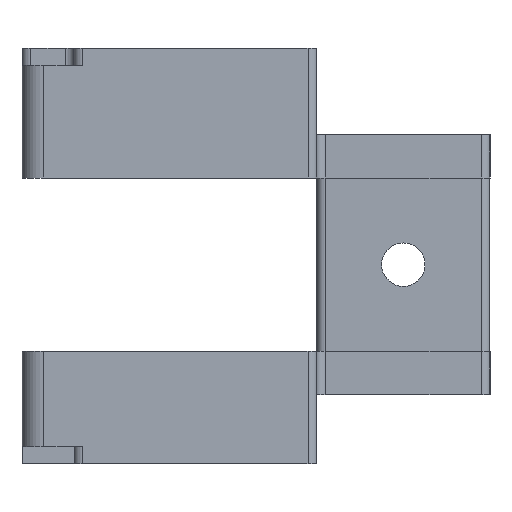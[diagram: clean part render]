
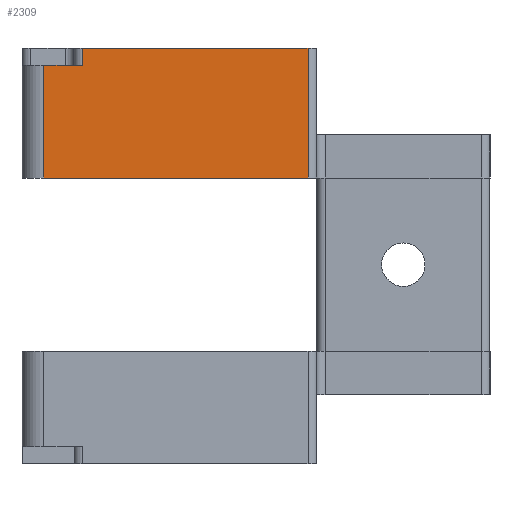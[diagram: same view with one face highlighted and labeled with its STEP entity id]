
A CAD part, front view. The second image highlights one B-rep face of the part: STEP entity #2309.
In plain terms, the highlighted planar face has unit normal (0, -1, 0).
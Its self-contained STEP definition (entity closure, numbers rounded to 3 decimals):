
#114=PLANE('',#2511);
#202=FACE_OUTER_BOUND('',#352,.T.);
#352=EDGE_LOOP('',(#1871,#1872,#1873,#1874,#1875,#1876));
#547=LINE('',#3745,#738);
#554=LINE('',#3766,#745);
#555=LINE('',#3769,#746);
#556=LINE('',#3771,#747);
#557=LINE('',#3773,#748);
#558=LINE('',#3774,#749);
#738=VECTOR('',#3010,10.);
#745=VECTOR('',#3029,10.);
#746=VECTOR('',#3032,10.);
#747=VECTOR('',#3033,10.);
#748=VECTOR('',#3034,10.);
#749=VECTOR('',#3035,10.);
#1083=VERTEX_POINT('',#3742);
#1084=VERTEX_POINT('',#3744);
#1092=VERTEX_POINT('',#3764);
#1093=VERTEX_POINT('',#3768);
#1094=VERTEX_POINT('',#3770);
#1095=VERTEX_POINT('',#3772);
#1361=EDGE_CURVE('',#1084,#1083,#547,.T.);
#1372=EDGE_CURVE('',#1092,#1083,#554,.T.);
#1373=EDGE_CURVE('',#1092,#1093,#555,.T.);
#1374=EDGE_CURVE('',#1094,#1093,#556,.T.);
#1375=EDGE_CURVE('',#1094,#1095,#557,.T.);
#1376=EDGE_CURVE('',#1084,#1095,#558,.T.);
#1871=ORIENTED_EDGE('',*,*,#1372,.F.);
#1872=ORIENTED_EDGE('',*,*,#1373,.T.);
#1873=ORIENTED_EDGE('',*,*,#1374,.F.);
#1874=ORIENTED_EDGE('',*,*,#1375,.T.);
#1875=ORIENTED_EDGE('',*,*,#1376,.F.);
#1876=ORIENTED_EDGE('',*,*,#1361,.T.);
#2309=ADVANCED_FACE('',(#202),#114,.T.);
#2511=AXIS2_PLACEMENT_3D('',#3767,#3030,#3031);
#3010=DIRECTION('',(-1.,0.,0.));
#3029=DIRECTION('',(0.,0.,1.));
#3030=DIRECTION('center_axis',(0.,-1.,0.));
#3031=DIRECTION('ref_axis',(1.,0.,0.));
#3032=DIRECTION('',(-1.,0.,0.));
#3033=DIRECTION('',(0.,0.,1.));
#3034=DIRECTION('',(1.,0.,0.));
#3035=DIRECTION('',(0.,0.,-1.));
#3742=CARTESIAN_POINT('',(-27.,0.,35.));
#3744=CARTESIAN_POINT('',(-1.,0.,35.));
#3745=CARTESIAN_POINT('',(-10.,0.,35.));
#3764=CARTESIAN_POINT('',(-27.,0.,33.));
#3766=CARTESIAN_POINT('',(-27.,0.,27.5));
#3767=CARTESIAN_POINT('Origin',(-34.,0.,20.));
#3768=CARTESIAN_POINT('',(-31.5,0.,33.));
#3769=CARTESIAN_POINT('',(-32.5,0.,33.));
#3770=CARTESIAN_POINT('',(-31.5,0.,20.));
#3771=CARTESIAN_POINT('',(-31.5,0.,20.));
#3772=CARTESIAN_POINT('',(-1.,0.,20.));
#3773=CARTESIAN_POINT('',(-34.,0.,20.));
#3774=CARTESIAN_POINT('',(-1.,0.,20.));
